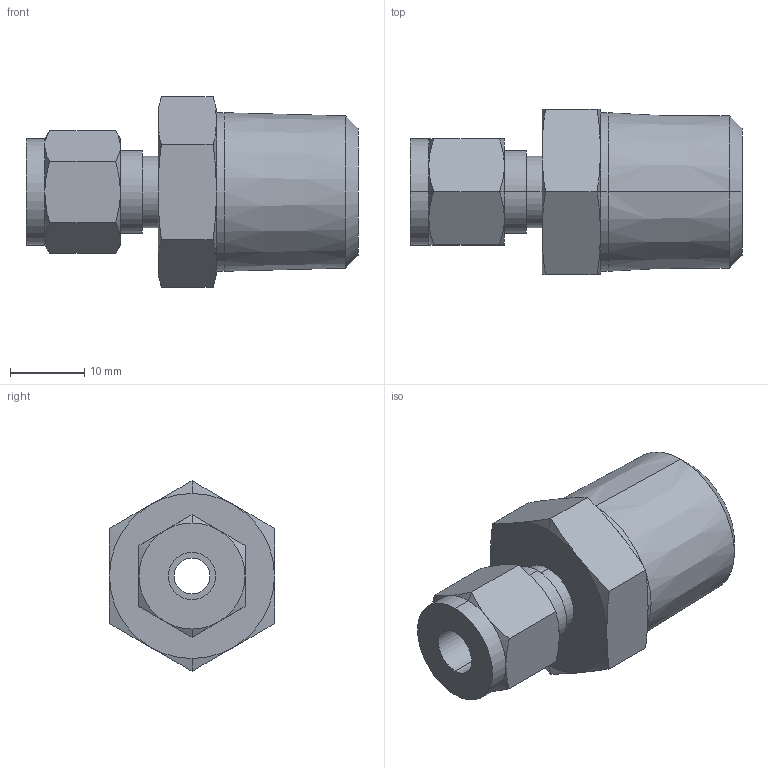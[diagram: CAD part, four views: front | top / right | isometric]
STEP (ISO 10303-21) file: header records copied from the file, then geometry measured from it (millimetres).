
FILE_DESCRIPTION (( 'STEP AP203' ), '1' );
FILE_NAME ('RizurLok-P-6(O)-1.2NPT(Pm).STEP', '2022-03-15T06:05:08', ( '' ), ( '' ), 'SwSTEP 2.0', 'SolidWorks 2020', '' );
FILE_SCHEMA (( 'CONFIG_CONTROL_DESIGN' ));
Length unit declared in the file: millimetre
Products named in the file (2): RizurLok-P-6(O)-1.2NPT(Pm)
Assembly tree (1 placements, depth 2):
  RizurLok-P-6(O)-1.2NPT(Pm)
    RizurLok-P-6(O)-1.2NPT(Pm)
Bounding box: 44.7 x 22.22 x 25.66 mm (x, y, z)
Volume: 11407 mm3; surface area: 4324 mm2
Topology: 1 solids, 1 shells, 167 faces, 421 edges, 268 vertices
Faces by surface type: plane 70, bspline 49, cone 36, cylinder 12
Entity records: 7303 total; most frequent: CARTESIAN_POINT 3493, ORIENTED_EDGE 842, DIRECTION 577, EDGE_CURVE 421, VERTEX_POINT 268, VECTOR 217, LINE 217, EDGE_LOOP 181
